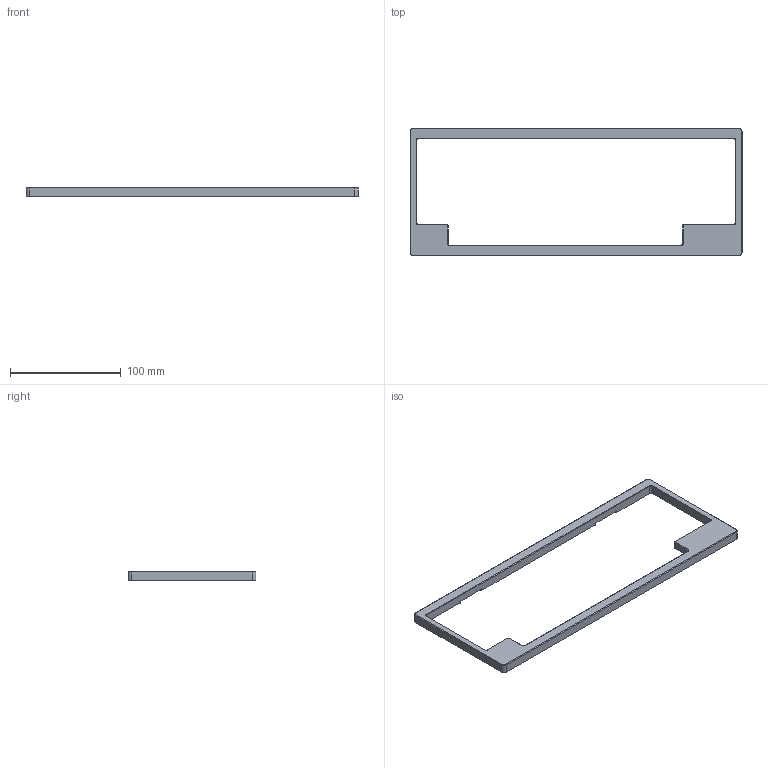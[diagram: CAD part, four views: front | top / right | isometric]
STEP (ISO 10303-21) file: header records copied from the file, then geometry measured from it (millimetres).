
FILE_DESCRIPTION(/* description */ ('','CAx-IF Rec.Pracs.---Representation and Presentation of Product Manufacturing Information (PMI)---4.0---2014-10-13'),/* implementation_level */ '2;1');
FILE_NAME(/* name */ 'opus_top.step',/* time_stamp */ '2025-01-30T13:45:11+01:00',/* author */ (''),/* organization */ (''),/* preprocessor_version */ 'ST-DEVELOPER v20',/* originating_system */ 'Autodesk Translation Framework v13.20.0.188',/* authorisation */ '');
FILE_SCHEMA (('AP242_MANAGED_MODEL_BASED_3D_ENGINEERING_MIM_LF { 1 0 10303 442 1 1 4 }'));
Length unit declared in the file: millimetre
Products named in the file (1): slutspel
Bounding box: 299.3 x 115.2 x 8.4 mm (x, y, z)
Volume: 65968 mm3; surface area: 29836.2 mm2
Topology: 1 solids, 1 shells, 102 faces, 252 edges, 160 vertices
Faces by surface type: plane 52, cylinder 38, cone 12
Full cylindrical faces by diameter (mm): 2.9 x8
Entity records: 3066 total; most frequent: DIRECTION 546, CARTESIAN_POINT 515, ORIENTED_EDGE 504, EDGE_CURVE 252, AXIS2_PLACEMENT_3D 191, LINE 164, VECTOR 164, VERTEX_POINT 160
